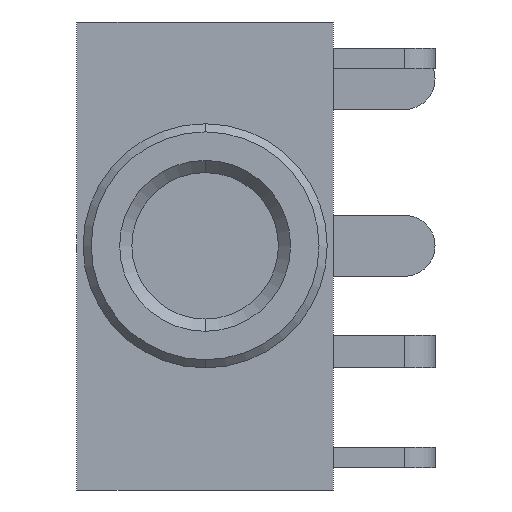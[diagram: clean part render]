
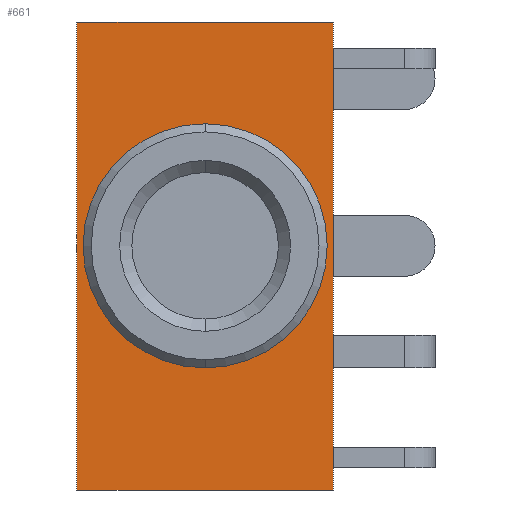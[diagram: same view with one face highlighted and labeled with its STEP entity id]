
A CAD part, left-side view. The second image highlights one B-rep face of the part: STEP entity #661.
In plain terms, the highlighted planar face has unit normal (-1, 0, 0).
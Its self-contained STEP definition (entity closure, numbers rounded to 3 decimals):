
#88 = CARTESIAN_POINT ( 'NONE',  ( 0., 6.3, -6. ) ) ;
#99 = ORIENTED_EDGE ( 'NONE', *, *, #506, .F. ) ;
#123 = VERTEX_POINT ( 'NONE', #529 ) ;
#130 = PLANE ( 'NONE',  #163 ) ;
#146 = AXIS2_PLACEMENT_3D ( 'NONE', #199, #1219, #531 ) ;
#159 = CARTESIAN_POINT ( 'NONE',  ( 0., 6.3, 5.5 ) ) ;
#163 = AXIS2_PLACEMENT_3D ( 'NONE', #670, #1106, #1355 ) ;
#164 = EDGE_CURVE ( 'NONE', #986, #1298, #1086, .T. ) ;
#198 = ORIENTED_EDGE ( 'NONE', *, *, #1040, .T. ) ;
#199 = CARTESIAN_POINT ( 'NONE',  ( 0., 3.15, 0. ) ) ;
#207 = CARTESIAN_POINT ( 'NONE',  ( 0., 0., -6. ) ) ;
#329 = LINE ( 'NONE', #207, #1363 ) ;
#335 = VERTEX_POINT ( 'NONE', #1269 ) ;
#477 = CIRCLE ( 'NONE', #146, 3. ) ;
#506 = EDGE_CURVE ( 'NONE', #335, #123, #861, .T. ) ;
#529 = CARTESIAN_POINT ( 'NONE',  ( 0., 3.15, 3. ) ) ;
#531 = DIRECTION ( 'NONE',  ( 0., 0., -1. ) ) ;
#535 = DIRECTION ( 'NONE',  ( 0., 0., 1. ) ) ;
#538 = AXIS2_PLACEMENT_3D ( 'NONE', #1427, #971, #978 ) ;
#575 = ORIENTED_EDGE ( 'NONE', *, *, #1255, .T. ) ;
#624 = ORIENTED_EDGE ( 'NONE', *, *, #777, .F. ) ;
#661 = ADVANCED_FACE ( 'NONE', ( #807, #901 ), #130, .F. ) ;
#667 = DIRECTION ( 'NONE',  ( 0., 0., 1. ) ) ;
#670 = CARTESIAN_POINT ( 'NONE',  ( 0., 6.3, -6. ) ) ;
#692 = CARTESIAN_POINT ( 'NONE',  ( 0., 6.3, -6. ) ) ;
#704 = DIRECTION ( 'NONE',  ( 0., -1., 0. ) ) ;
#726 = EDGE_LOOP ( 'NONE', ( #575, #624, #1076, #198 ) ) ;
#757 = CARTESIAN_POINT ( 'NONE',  ( 0., 6.3, 5.5 ) ) ;
#776 = LINE ( 'NONE', #692, #1277 ) ;
#777 = EDGE_CURVE ( 'NONE', #1298, #1358, #1393, .T. ) ;
#802 = CARTESIAN_POINT ( 'NONE',  ( 0., 6.3, -6. ) ) ;
#807 = FACE_BOUND ( 'NONE', #1203, .T. ) ;
#861 = CIRCLE ( 'NONE', #538, 3. ) ;
#886 = VECTOR ( 'NONE', #535, 1000. ) ;
#901 = FACE_OUTER_BOUND ( 'NONE', #726, .T. ) ;
#948 = CARTESIAN_POINT ( 'NONE',  ( 0., 0., -6. ) ) ;
#952 = ORIENTED_EDGE ( 'NONE', *, *, #1237, .F. ) ;
#971 = DIRECTION ( 'NONE',  ( -1., 0., 0. ) ) ;
#978 = DIRECTION ( 'NONE',  ( 0., 0., -1. ) ) ;
#986 = VERTEX_POINT ( 'NONE', #802 ) ;
#1040 = EDGE_CURVE ( 'NONE', #986, #1192, #776, .T. ) ;
#1076 = ORIENTED_EDGE ( 'NONE', *, *, #164, .F. ) ;
#1086 = LINE ( 'NONE', #88, #886 ) ;
#1106 = DIRECTION ( 'NONE',  ( 1., 0., 0. ) ) ;
#1192 = VERTEX_POINT ( 'NONE', #948 ) ;
#1203 = EDGE_LOOP ( 'NONE', ( #99, #952 ) ) ;
#1219 = DIRECTION ( 'NONE',  ( -1., 0., 0. ) ) ;
#1222 = DIRECTION ( 'NONE',  ( 0., -1., 0. ) ) ;
#1237 = EDGE_CURVE ( 'NONE', #123, #335, #477, .T. ) ;
#1255 = EDGE_CURVE ( 'NONE', #1192, #1358, #329, .T. ) ;
#1269 = CARTESIAN_POINT ( 'NONE',  ( 0., 3.15, -3. ) ) ;
#1277 = VECTOR ( 'NONE', #1222, 1000. ) ;
#1298 = VERTEX_POINT ( 'NONE', #757 ) ;
#1355 = DIRECTION ( 'NONE',  ( 0., 0., -1. ) ) ;
#1358 = VERTEX_POINT ( 'NONE', #1372 ) ;
#1362 = VECTOR ( 'NONE', #704, 1000. ) ;
#1363 = VECTOR ( 'NONE', #667, 1000. ) ;
#1372 = CARTESIAN_POINT ( 'NONE',  ( 0., 0., 5.5 ) ) ;
#1393 = LINE ( 'NONE', #159, #1362 ) ;
#1427 = CARTESIAN_POINT ( 'NONE',  ( 0., 3.15, 0. ) ) ;
